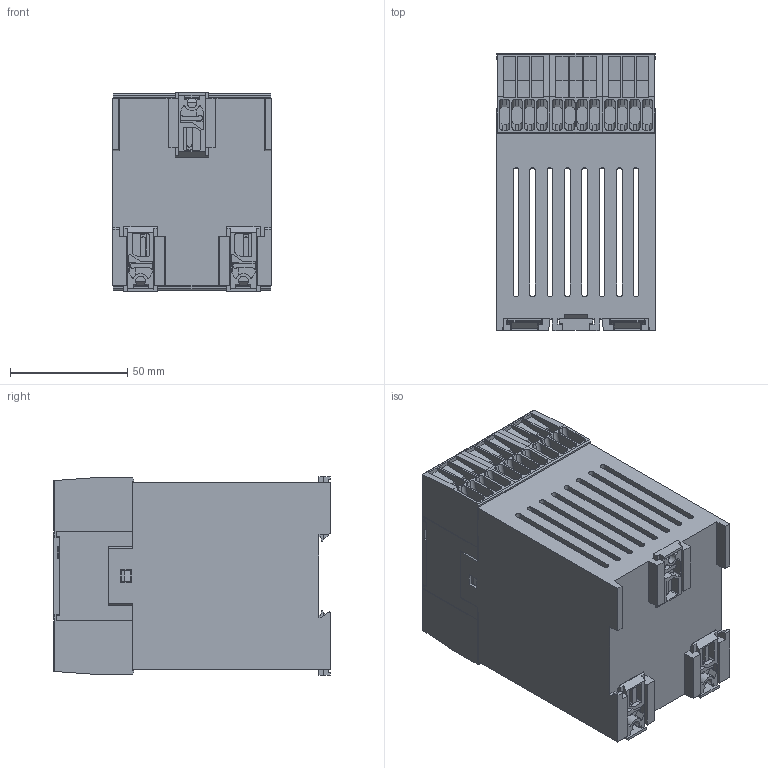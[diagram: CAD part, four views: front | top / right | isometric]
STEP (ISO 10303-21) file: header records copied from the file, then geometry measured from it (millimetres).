
FILE_DESCRIPTION((''),'2;1');
FILE_NAME('209644_ASM','2019-03-06T14:00:04',('pdmadmin'),('BANNER ENGINEERING'),'CREO PARAMETRIC BY PTC INC, 2018300','CREO PARAMETRIC BY PTC INC, 2018300','');
FILE_SCHEMA(('CONFIG_CONTROL_DESIGN'));
Products named in the file (163): 126037; 126037_CLIP; 126037_ASM; 68982_AF0; 68983_AF0; 142089_AF0; 142089_AF1; 142089_AF2; 142089_AF3; 142089_AF4; 142089_AF5; DIN_BOX_EMPTY_67-5MM_VENTS_AF0_ASM; 128033; 125883_AF1; P3016_AF0; 0603_AF0; SP5010_AF0; SMDSP2_AF0; SOT235_AF0; SOT23_AF0; P3016_AF1; 0603_AF1; SP5010_AF1; 0603_AF2; P3016_AF2; 0603C_AF0; 0603_AF3; 0603_AF4; 0603_AF5; SMLED9_AF0; SMLED9_AF1; 0603_AF6; 0603C_AF1; SOT23_AF1; 0603_AF7; P3016_AF3; 0603_AF8; SP5010_AF2; 0603_AF9; P3016_AF4 ...
Assembly tree (164 placements, depth 4):
  209644_ASM
    DIN_BOX_EMPTY_67-5MM_VENTS_AF0_ASM
      126037_ASM
        126037
        126037_CLIP  x3
      68982_AF0
      68983_AF0
      142089_AF0
      142089_AF1
      142089_AF2
      142089_AF3
      142089_AF4
      142089_AF5
    128033
    125883_AF0_ASM
      125883_AF1
      P3016_AF0
      0603_AF0
      SP5010_AF0
      SMDSP2_AF0
      SOT235_AF0
      SOT23_AF0
      P3016_AF1
      0603_AF1
      SP5010_AF1
      0603_AF2
      P3016_AF2
      0603C_AF0
      0603_AF3
      0603_AF4
      0603_AF5
      SMLED9_AF0
      SMLED9_AF1
      0603_AF6
      0603C_AF1
      SOT23_AF1
      0603_AF7
      P3016_AF3
      0603_AF8
      SP5010_AF2
      0603_AF9
      P3016_AF4
      SMLED9_AF2
      SMDSP2_AF1
      SP5010_AF3
      SO16_AF0
      0603_AF10
      0603_AF11
      P75197_AF0
      0603_AF12
      SMLED9_AF3
      0603C_AF2
      P3016_AF5
      0603_AF13
      SP5010_AF4
      SOT235_AF1
      P3016_AF6
      SP5010_AF5
      0603C_AF3
      SMLED9_AF4
Bounding box: 67.5 x 118.05 x 84.52 mm (x, y, z)
Volume: 157229.1 mm3; surface area: 136768.2 mm2
Topology: 31 solids, 31 shells, 2861 faces, 8035 edges, 5342 vertices
Faces by surface type: plane 2143, cylinder 604, torus 84, cone 30
Entity records: 93616 total; most frequent: CARTESIAN_POINT 17660, ORIENTED_EDGE 15370, DIRECTION 15261, EDGE_CURVE 7685, VECTOR 5977, LINE 5977, VERTEX_POINT 5110, AXIS2_PLACEMENT_3D 4642
